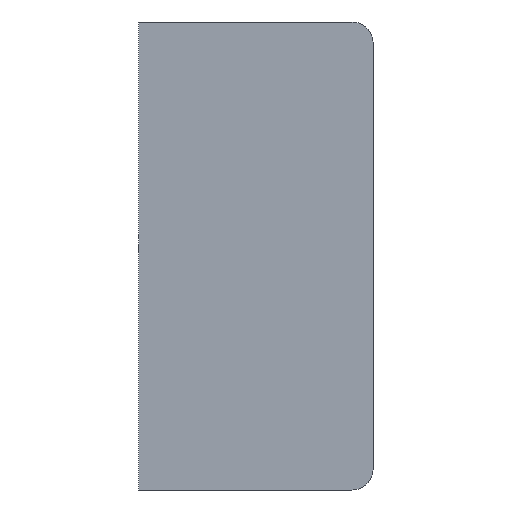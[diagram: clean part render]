
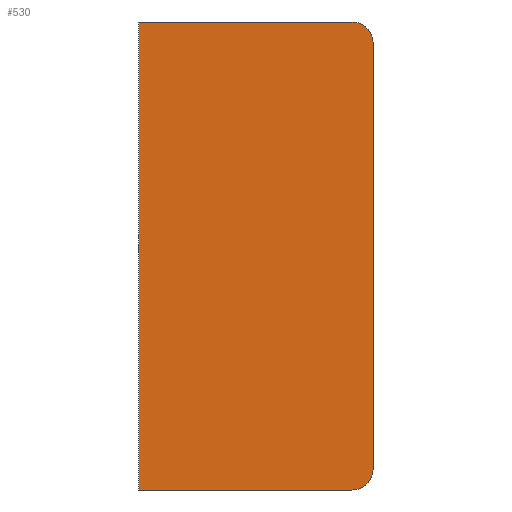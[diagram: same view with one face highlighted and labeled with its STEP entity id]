
A CAD part, front view. The second image highlights one B-rep face of the part: STEP entity #530.
In plain terms, the highlighted planar face has unit normal (0, -1, 0).
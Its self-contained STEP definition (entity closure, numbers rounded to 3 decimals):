
#49=PLANE('',#621);
#83=FACE_OUTER_BOUND('',#126,.T.);
#126=EDGE_LOOP('',(#479,#480,#481,#482,#483,#484));
#137=LINE('',#838,#172);
#158=LINE('',#940,#193);
#159=LINE('',#943,#194);
#161=LINE('',#946,#196);
#172=VECTOR('',#661,10.);
#193=VECTOR('',#786,10.);
#194=VECTOR('',#789,10.);
#196=VECTOR('',#793,10.);
#200=CIRCLE('',#560,5.);
#205=CIRCLE('',#568,5.);
#240=VERTEX_POINT('',#818);
#241=VERTEX_POINT('',#820);
#247=VERTEX_POINT('',#837);
#248=VERTEX_POINT('',#841);
#276=VERTEX_POINT('',#938);
#277=VERTEX_POINT('',#942);
#287=EDGE_CURVE('',#240,#241,#200,.T.);
#296=EDGE_CURVE('',#241,#247,#137,.T.);
#298=EDGE_CURVE('',#247,#248,#205,.T.);
#343=EDGE_CURVE('',#276,#240,#158,.T.);
#344=EDGE_CURVE('',#277,#276,#159,.T.);
#346=EDGE_CURVE('',#248,#277,#161,.T.);
#479=ORIENTED_EDGE('',*,*,#287,.F.);
#480=ORIENTED_EDGE('',*,*,#343,.F.);
#481=ORIENTED_EDGE('',*,*,#344,.F.);
#482=ORIENTED_EDGE('',*,*,#346,.F.);
#483=ORIENTED_EDGE('',*,*,#298,.F.);
#484=ORIENTED_EDGE('',*,*,#296,.F.);
#530=ADVANCED_FACE('',(#83),#49,.F.);
#560=AXIS2_PLACEMENT_3D('',#821,#643,#644);
#568=AXIS2_PLACEMENT_3D('',#842,#665,#666);
#621=AXIS2_PLACEMENT_3D('',#947,#794,#795);
#643=DIRECTION('center_axis',(0.,1.,0.));
#644=DIRECTION('ref_axis',(0.707,0.,0.707));
#661=DIRECTION('',(0.,0.,-1.));
#665=DIRECTION('center_axis',(0.,1.,0.));
#666=DIRECTION('ref_axis',(0.707,0.,-0.707));
#786=DIRECTION('',(1.,0.,0.));
#789=DIRECTION('',(0.,0.,1.));
#793=DIRECTION('',(-1.,0.,0.));
#794=DIRECTION('center_axis',(0.,1.,0.));
#795=DIRECTION('ref_axis',(0.,0.,1.));
#818=CARTESIAN_POINT('',(50.1,0.,0.));
#820=CARTESIAN_POINT('',(55.1,0.,-5.));
#821=CARTESIAN_POINT('Origin',(50.1,0.,-5.));
#837=CARTESIAN_POINT('',(55.1,0.,-105.));
#838=CARTESIAN_POINT('',(55.1,0.,0.));
#841=CARTESIAN_POINT('',(50.1,0.,-110.));
#842=CARTESIAN_POINT('Origin',(50.1,0.,-105.));
#938=CARTESIAN_POINT('',(0.,0.,0.));
#940=CARTESIAN_POINT('',(0.,0.,0.));
#942=CARTESIAN_POINT('',(0.,0.,-110.));
#943=CARTESIAN_POINT('',(0.,0.,-110.));
#946=CARTESIAN_POINT('',(55.1,0.,-110.));
#947=CARTESIAN_POINT('Origin',(27.55,0.,-55.));
